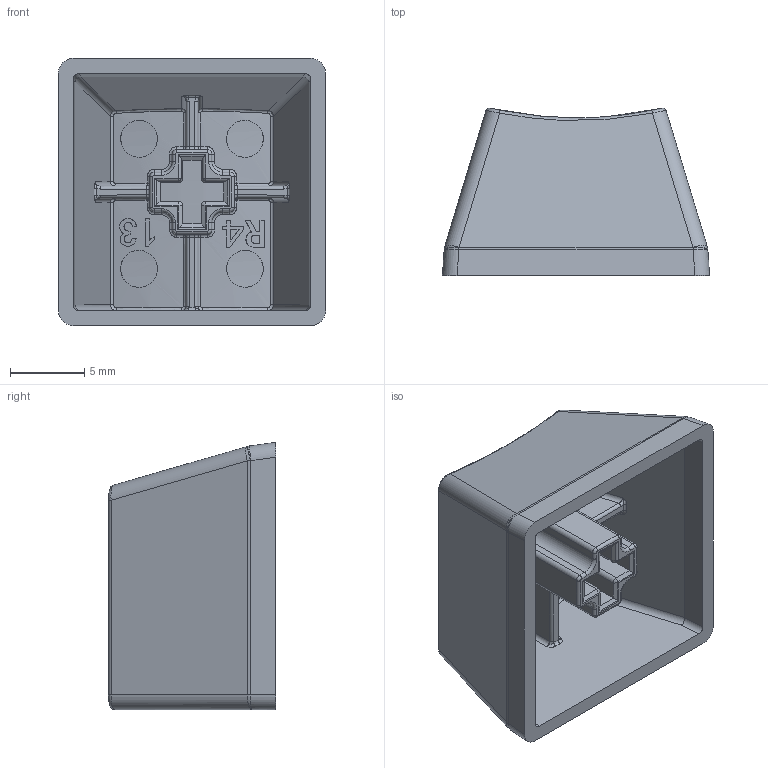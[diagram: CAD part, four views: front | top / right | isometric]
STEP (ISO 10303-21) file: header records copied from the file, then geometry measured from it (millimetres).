
FILE_DESCRIPTION (( 'STEP AP214' ), '1' );
FILE_NAME ('MX 粣梓袧瑩簽.STEP', '2015-11-01T04:35:06', ( '' ), ( '' ), 'SwSTEP 2.0', 'SolidWorks 2016', '' );
FILE_SCHEMA (( 'AUTOMOTIVE_DESIGN' ));
Length unit declared in the file: millimetre
Products named in the file (1): MX 轴标准键帽__ü_±__¨1__à
Bounding box: 18 x 11.25 x 18 mm (x, y, z)
Volume: 1037.1 mm3; surface area: 2023.4 mm2
Topology: 1 solids, 1 shells, 348 faces, 822 edges, 478 vertices
Faces by surface type: bspline 111, cylinder 108, plane 91, torus 20, sphere 14, cone 4
Entity records: 14037 total; most frequent: CARTESIAN_POINT 7070, ORIENTED_EDGE 1624, DIRECTION 1172, EDGE_CURVE 812, VERTEX_POINT 478, AXIS2_PLACEMENT_3D 441, EDGE_LOOP 360, ADVANCED_FACE 348
